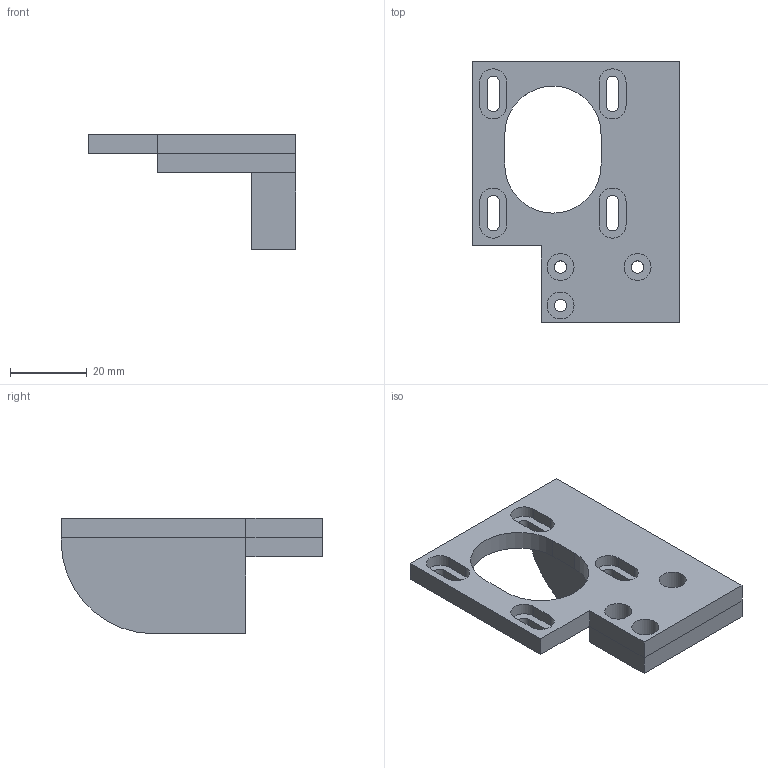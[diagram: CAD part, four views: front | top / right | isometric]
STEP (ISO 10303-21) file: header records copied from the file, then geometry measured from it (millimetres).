
FILE_DESCRIPTION(('FreeCAD Model'),'2;1');
FILE_NAME('Open CASCADE Shape Model','2023-07-05T02:16:42',('Author'),( ''),'Open CASCADE STEP processor 7.6','FreeCAD','Unknown');
FILE_SCHEMA(('AUTOMOTIVE_DESIGN { 1 0 10303 214 1 1 1 1 }'));
Length unit declared in the file: millimetre
Products named in the file (1): motor_mount_A
Bounding box: 54 x 68 x 30 mm (x, y, z)
Volume: 27019.8 mm3; surface area: 10859.7 mm2
Topology: 1 solids, 1 shells, 68 faces, 169 edges, 110 vertices
Faces by surface type: plane 43, cylinder 25
Full cylindrical faces by diameter (mm): 3.2 x3, 7 x3
Entity records: 4366 total; most frequent: CARTESIAN_POINT 878, DIRECTION 663, LINE 407, VECTOR 407, ORIENTED_EDGE 338, PCURVE 338, DEFINITIONAL_REPRESENTATION 338, EDGE_CURVE 169
